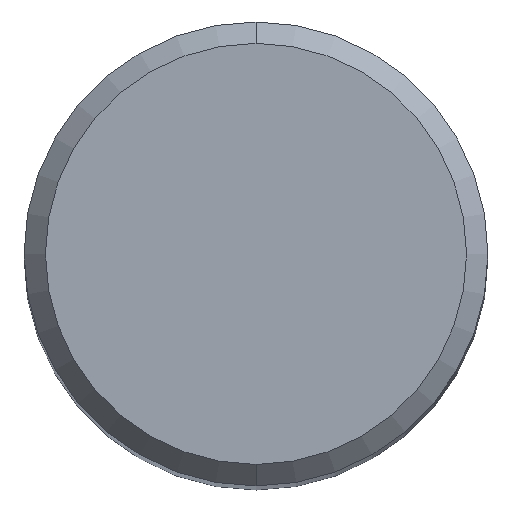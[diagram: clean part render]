
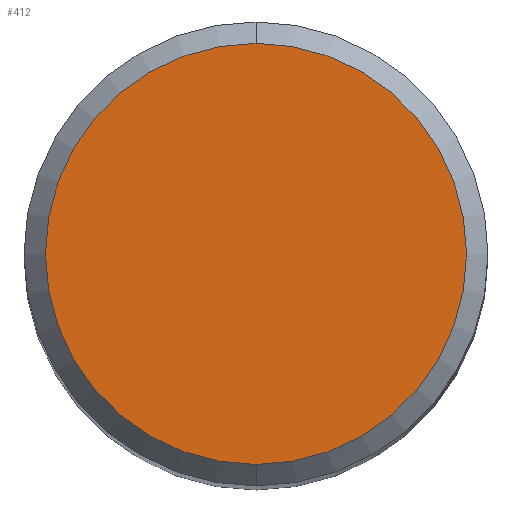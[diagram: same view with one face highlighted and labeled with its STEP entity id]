
A CAD part, top view. The second image highlights one B-rep face of the part: STEP entity #412.
In plain terms, the highlighted planar face has unit normal (0, 0, 1).
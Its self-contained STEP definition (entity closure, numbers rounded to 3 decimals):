
#212=EDGE_CURVE('',#264,#366,#518,.T.);
#264=VERTEX_POINT('',#575);
#326=EDGE_CURVE('',#366,#264,#645,.T.);
#366=VERTEX_POINT('',#689);
#412=ADVANCED_FACE('',(#737),#738,.T.);
#518=CIRCLE('',#896,5.9);
#575=CARTESIAN_POINT('',(0.0,5.9,0.0));
#645=CIRCLE('',#1163,5.9);
#689=CARTESIAN_POINT('',(0.,-5.9,0.0));
#737=FACE_OUTER_BOUND('',#1369,.T.);
#738=PLANE('',#1370);
#896=AXIS2_PLACEMENT_3D('',#1535,#1536,#1537);
#1163=AXIS2_PLACEMENT_3D('',#1678,#1679,#1680);
#1369=EDGE_LOOP('',(#1776,#1777));
#1370=AXIS2_PLACEMENT_3D('',#1778,#1779,#1780);
#1535=CARTESIAN_POINT('',(0.0,0.0,0.0));
#1536=DIRECTION('',(0.0,0.0,-1.0));
#1537=DIRECTION('',(0.0,1.0,0.0));
#1678=CARTESIAN_POINT('',(0.0,0.0,0.0));
#1679=DIRECTION('',(0.0,0.0,-1.0));
#1680=DIRECTION('',(0.0,1.0,0.0));
#1776=ORIENTED_EDGE('',*,*,#212,.F.);
#1777=ORIENTED_EDGE('',*,*,#326,.F.);
#1778=CARTESIAN_POINT('',(0.0,2.95,0.0));
#1779=DIRECTION('',(-0.0,0.0,1.0));
#1780=DIRECTION('',(0.0,-1.0,0.0));
